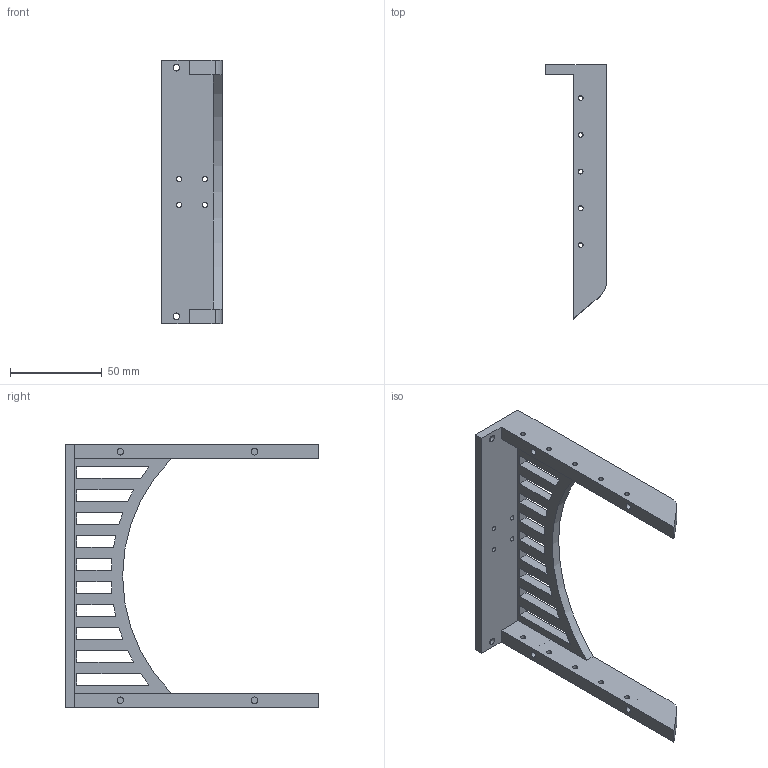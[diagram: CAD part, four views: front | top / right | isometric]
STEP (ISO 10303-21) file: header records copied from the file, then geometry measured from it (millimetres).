
FILE_DESCRIPTION (( 'STEP AP203' ), '1' );
FILE_NAME ('top cross brace-1 (with Filament Guide).STEP', '2021-11-19T20:49:54', ( '' ), ( '' ), 'SwSTEP 2.0', 'SolidWorks 2020', '' );
FILE_SCHEMA (( 'CONFIG_CONTROL_DESIGN' ));
Length unit declared in the file: millimetre
Products named in the file (1): top cross brace-1 (with Filament Guide)
Bounding box: 33 x 138 x 143.23 mm (x, y, z)
Volume: 69984.7 mm3; surface area: 34644.5 mm2
Topology: 1 solids, 1 shells, 118 faces, 318 edges, 212 vertices
Faces by surface type: plane 63, cylinder 55
Entity records: 3913 total; most frequent: DIRECTION 666, CARTESIAN_POINT 649, ORIENTED_EDGE 636, EDGE_CURVE 318, AXIS2_PLACEMENT_3D 229, VERTEX_POINT 212, VECTOR 208, LINE 208
